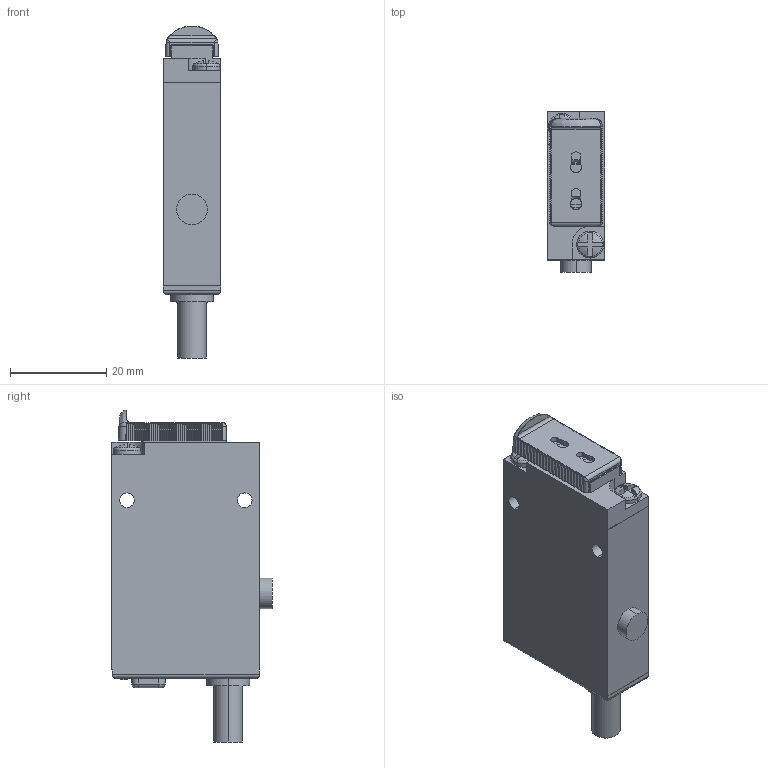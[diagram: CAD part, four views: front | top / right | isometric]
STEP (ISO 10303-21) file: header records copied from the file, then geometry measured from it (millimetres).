
FILE_DESCRIPTION((''),'2;1');
FILE_NAME('154493_SW','2011-01-10T',('banengservice'),('BANNER ENGINEERING'),'PRO/ENGINEER BY PARAMETRIC TECHNOLOGY CORPORATION, 2009141','PRO/ENGINEER BY PARAMETRIC TECHNOLOGY CORPORATION, 2009141','');
FILE_SCHEMA(('CONFIG_CONTROL_DESIGN'));
Length unit declared in the file: inch
Products named in the file (1): 154493_SW
Bounding box: 11.99 x 33.27 x 68.84 mm (x, y, z)
Volume: 8290.4 mm3; surface area: 12580.7 mm2
Topology: 3 solids, 4 shells, 884 faces, 2467 edges, 1608 vertices
Faces by surface type: plane 579, cylinder 245, cone 26, sphere 14, torus 13, bspline 7
Entity records: 28991 total; most frequent: CARTESIAN_POINT 6440, ORIENTED_EDGE 4922, DIRECTION 4335, EDGE_CURVE 2461, VECTOR 1823, LINE 1823, VERTEX_POINT 1608, AXIS2_PLACEMENT_3D 1256
